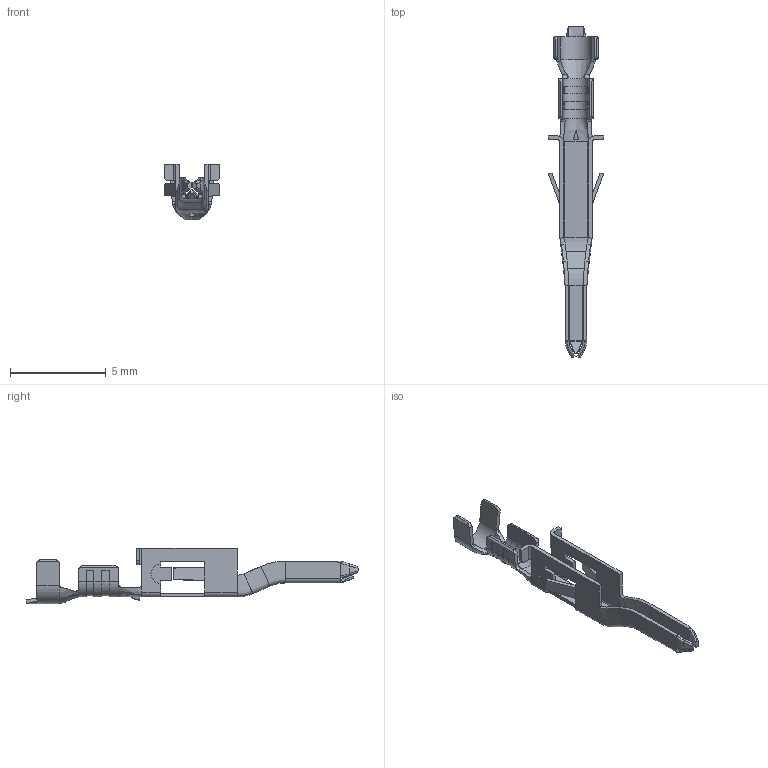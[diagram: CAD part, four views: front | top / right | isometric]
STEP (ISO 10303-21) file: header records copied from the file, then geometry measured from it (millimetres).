
FILE_DESCRIPTION(/* description */ ('Unknown'),/* implementation_level */ '2;1');
FILE_NAME(/* name */ '64900013722',/* time_stamp */ '2016-06-27T15:47:39+02:00',/* author */ ('Unknown'),/* organization */ ('Unknown'),/* preprocessor_version */ 'ST-DEVELOPER v16.7',/* originating_system */ 'DEX',/* authorisation */ $);
FILE_SCHEMA (('AUTOMOTIVE_DESIGN {1 0 10303 214 3 1 1}'));
Length unit declared in the file: millimetre
Products named in the file (1): 64900013722
Bounding box: 2.9 x 17.35 x 2.89 mm (x, y, z)
Volume: 12.6 mm3; surface area: 148.3 mm2
Topology: 1 solids, 1 shells, 242 faces, 667 edges, 423 vertices
Faces by surface type: plane 140, cylinder 70, bspline 29, sphere 3
Entity records: 9999 total; most frequent: CARTESIAN_POINT 4099, ORIENTED_EDGE 1326, DIRECTION 1085, EDGE_CURVE 663, VERTEX_POINT 421, LINE 401, VECTOR 401, AXIS2_PLACEMENT_3D 342
